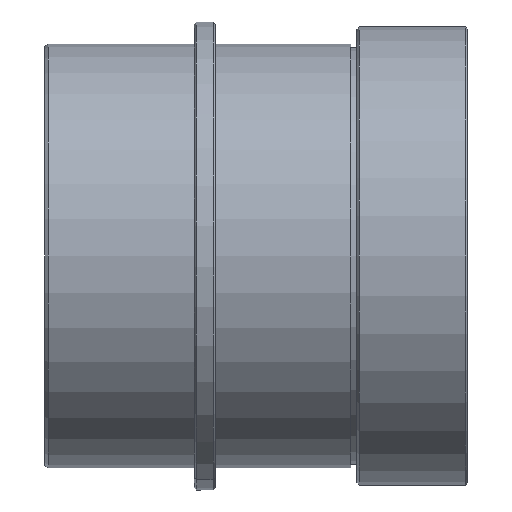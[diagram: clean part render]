
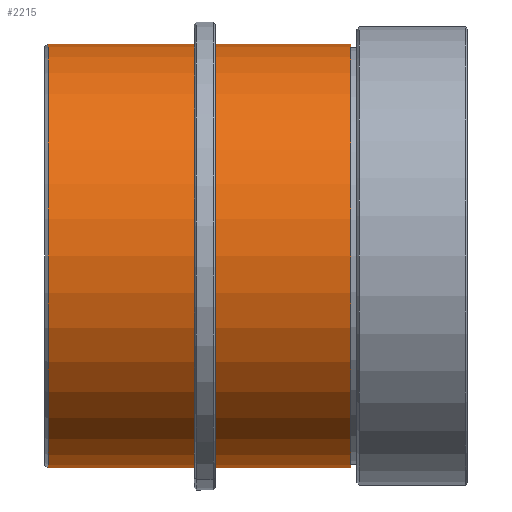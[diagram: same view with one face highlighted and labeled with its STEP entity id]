
A CAD part, front view. The second image highlights one B-rep face of the part: STEP entity #2215.
In plain terms, the highlighted cylindrical face has radius 25.845 mm (diameter 51.689 mm), a partial arc.
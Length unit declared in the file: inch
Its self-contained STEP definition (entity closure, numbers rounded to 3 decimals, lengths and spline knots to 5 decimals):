
#541 = ORIENTED_EDGE ( 'NONE', *, *, #3411, .F. ) ;
#556 = CARTESIAN_POINT ( 'NONE',  ( -0.67283, 1.33945, 0.70264 ) ) ;
#820 = EDGE_CURVE ( 'NONE', #2317, #6445, #5146, .T. ) ;
#854 = EDGE_CURVE ( 'NONE', #4692, #1046, #1695, .T. ) ;
#884 = ORIENTED_EDGE ( 'NONE', *, *, #820, .F. ) ;
#999 = DIRECTION ( 'NONE',  ( 0., 0., -1. ) ) ;
#1046 = VERTEX_POINT ( 'NONE', #3448 ) ;
#1695 = CIRCLE ( 'NONE', #5423, 1.0175 ) ;
#2042 = CARTESIAN_POINT ( 'NONE',  ( -0.67283, 1.33945, -1.33236 ) ) ;
#2110 = DIRECTION ( 'NONE',  ( 1., 0., 0. ) ) ;
#2116 = VECTOR ( 'NONE', #3166, 39.37008 ) ;
#2215 = ADVANCED_FACE ( 'NONE', ( #5245 ), #5961, .T. ) ;
#2222 = AXIS2_PLACEMENT_3D ( 'NONE', #4833, #2110, #999 ) ;
#2317 = VERTEX_POINT ( 'NONE', #556 ) ;
#2649 = VECTOR ( 'NONE', #5756, 39.37008 ) ;
#2667 = CARTESIAN_POINT ( 'NONE',  ( -2.12551, 1.33945, 0.70264 ) ) ;
#2712 = CARTESIAN_POINT ( 'NONE',  ( -2.12551, 1.33945, -0.31486 ) ) ;
#3016 = EDGE_LOOP ( 'NONE', ( #541, #5566, #3138, #884 ) ) ;
#3138 = ORIENTED_EDGE ( 'NONE', *, *, #6505, .T. ) ;
#3166 = DIRECTION ( 'NONE',  ( 1., 0., 0. ) ) ;
#3229 = CARTESIAN_POINT ( 'NONE',  ( -0.67283, 1.33945, -0.31486 ) ) ;
#3287 = DIRECTION ( 'NONE',  ( 0., 0., 1. ) ) ;
#3411 = EDGE_CURVE ( 'NONE', #4692, #2317, #4119, .T. ) ;
#3448 = CARTESIAN_POINT ( 'NONE',  ( -2.12551, 1.33945, -1.33236 ) ) ;
#3674 = CARTESIAN_POINT ( 'NONE',  ( -0.11283, 1.33945, 0.70264 ) ) ;
#3752 = CARTESIAN_POINT ( 'NONE',  ( -0.11283, 1.33945, -1.33236 ) ) ;
#3787 = DIRECTION ( 'NONE',  ( 0., 0., -1. ) ) ;
#4119 = LINE ( 'NONE', #3674, #2649 ) ;
#4692 = VERTEX_POINT ( 'NONE', #2667 ) ;
#4833 = CARTESIAN_POINT ( 'NONE',  ( -0.11283, 1.33945, -0.31486 ) ) ;
#5146 = CIRCLE ( 'NONE', #5765, 1.0175 ) ;
#5245 = FACE_OUTER_BOUND ( 'NONE', #3016, .T. ) ;
#5423 = AXIS2_PLACEMENT_3D ( 'NONE', #2712, #6471, #3287 ) ;
#5566 = ORIENTED_EDGE ( 'NONE', *, *, #854, .T. ) ;
#5756 = DIRECTION ( 'NONE',  ( 1., 0., 0. ) ) ;
#5765 = AXIS2_PLACEMENT_3D ( 'NONE', #3229, #6948, #3787 ) ;
#5961 = CYLINDRICAL_SURFACE ( 'NONE', #2222, 1.0175 ) ;
#6283 = LINE ( 'NONE', #3752, #2116 ) ;
#6445 = VERTEX_POINT ( 'NONE', #2042 ) ;
#6471 = DIRECTION ( 'NONE',  ( 1., 0., 0. ) ) ;
#6505 = EDGE_CURVE ( 'NONE', #1046, #6445, #6283, .T. ) ;
#6948 = DIRECTION ( 'NONE',  ( 1., 0., 0. ) ) ;
